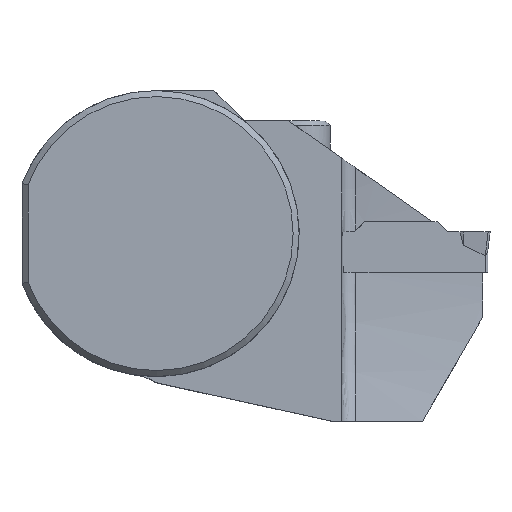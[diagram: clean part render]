
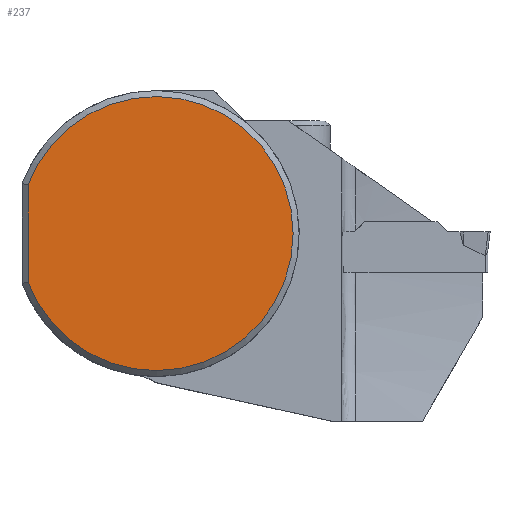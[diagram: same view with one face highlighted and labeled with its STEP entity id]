
A CAD part, top view. The second image highlights one B-rep face of the part: STEP entity #237.
In plain terms, the highlighted planar face has unit normal (0, 0, 1).
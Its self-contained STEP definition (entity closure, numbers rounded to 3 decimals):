
#180=CIRCLE('',#1702,15.325);
#237=ADVANCED_FACE('',(#360),#302,.F.);
#302=PLANE('',#1705);
#360=FACE_OUTER_BOUND('',#441,.T.);
#441=EDGE_LOOP('',(#775,#776));
#775=ORIENTED_EDGE('',*,*,#1214,.F.);
#776=ORIENTED_EDGE('',*,*,#1216,.T.);
#1025=VERTEX_POINT('',#2765);
#1026=VERTEX_POINT('',#2770);
#1214=EDGE_CURVE('',#1026,#1025,#1353,.T.);
#1216=EDGE_CURVE('',#1026,#1025,#180,.T.);
#1353=LINE('',#2771,#1473);
#1473=VECTOR('',#2031,1.);
#1702=AXIS2_PLACEMENT_3D('',#2776,#2039,#2040);
#1705=AXIS2_PLACEMENT_3D('',#2779,#2045,#2046);
#2031=DIRECTION('',(0.,1.,0.));
#2039=DIRECTION('',(0.,0.,1.));
#2040=DIRECTION('',(1.,0.,0.));
#2045=DIRECTION('',(0.,0.,-1.));
#2046=DIRECTION('',(1.,0.,0.));
#2765=CARTESIAN_POINT('',(-14.325,5.445,0.));
#2770=CARTESIAN_POINT('',(-14.325,-5.445,0.));
#2771=CARTESIAN_POINT('',(-14.325,16.,0.));
#2776=CARTESIAN_POINT('',(0.,0.,0.));
#2779=CARTESIAN_POINT('',(0.,0.,0.));
